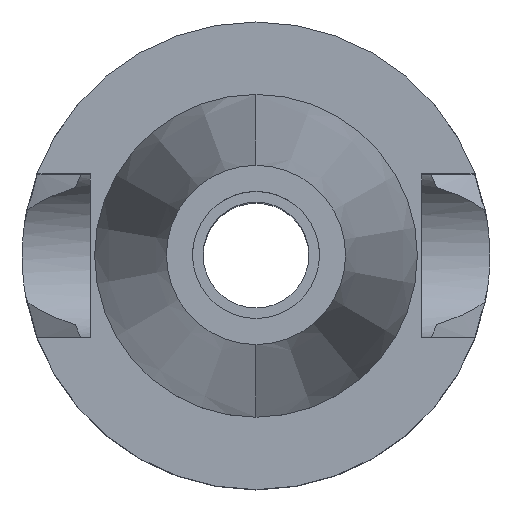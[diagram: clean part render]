
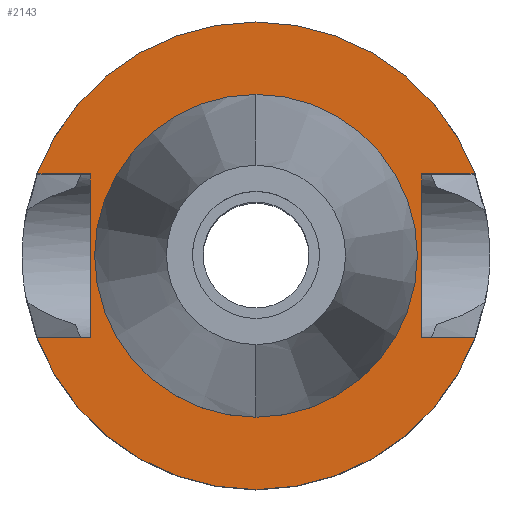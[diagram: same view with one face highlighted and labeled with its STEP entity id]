
A CAD part, top view. The second image highlights one B-rep face of the part: STEP entity #2143.
In plain terms, the highlighted planar face has unit normal (0, 0, 1).
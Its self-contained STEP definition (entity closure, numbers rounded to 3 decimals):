
#9 = VERTEX_POINT ( 'NONE', #2658 ) ;
#15 = LINE ( 'NONE', #2037, #2305 ) ;
#69 = VECTOR ( 'NONE', #2474, 1000. ) ;
#178 = DIRECTION ( 'NONE',  ( 0., -1., 0. ) ) ;
#212 = EDGE_CURVE ( 'NONE', #2574, #2722, #631, .T. ) ;
#230 = CARTESIAN_POINT ( 'NONE',  ( 21.545, 8.05, -1. ) ) ;
#234 = CARTESIAN_POINT ( 'NONE',  ( -16.3, -8.05, -1. ) ) ;
#278 = DIRECTION ( 'NONE',  ( 0., 0., -1. ) ) ;
#283 = CARTESIAN_POINT ( 'NONE',  ( -16.3, -8.05, -1. ) ) ;
#290 = DIRECTION ( 'NONE',  ( 0., -1., 0. ) ) ;
#314 = VERTEX_POINT ( 'NONE', #2067 ) ;
#359 = DIRECTION ( 'NONE',  ( 0., 0., -1. ) ) ;
#373 = LINE ( 'NONE', #1284, #1693 ) ;
#410 = DIRECTION ( 'NONE',  ( 0., 1., 0. ) ) ;
#488 = LINE ( 'NONE', #993, #1829 ) ;
#568 = DIRECTION ( 'NONE',  ( -1., 0., 0. ) ) ;
#587 = ORIENTED_EDGE ( 'NONE', *, *, #1861, .F. ) ;
#630 = CIRCLE ( 'NONE', #2303, 15.875 ) ;
#631 = LINE ( 'NONE', #1324, #69 ) ;
#694 = VERTEX_POINT ( 'NONE', #1322 ) ;
#802 = EDGE_CURVE ( 'NONE', #2376, #2574, #2097, .T. ) ;
#805 = PLANE ( 'NONE',  #1073 ) ;
#807 = ORIENTED_EDGE ( 'NONE', *, *, #2171, .F. ) ;
#817 = FACE_OUTER_BOUND ( 'NONE', #2903, .T. ) ;
#920 = DIRECTION ( 'NONE',  ( 0., -1., 0. ) ) ;
#972 = CIRCLE ( 'NONE', #2647, 23. ) ;
#976 = CARTESIAN_POINT ( 'NONE',  ( -21.545, -8.05, -1. ) ) ;
#993 = CARTESIAN_POINT ( 'NONE',  ( 16.3, -8.05, -1. ) ) ;
#1073 = AXIS2_PLACEMENT_3D ( 'NONE', #2605, #359, #1228 ) ;
#1108 = VECTOR ( 'NONE', #568, 1000. ) ;
#1136 = ORIENTED_EDGE ( 'NONE', *, *, #1790, .F. ) ;
#1207 = EDGE_CURVE ( 'NONE', #2722, #1768, #972, .T. ) ;
#1228 = DIRECTION ( 'NONE',  ( 0., -1., 0. ) ) ;
#1246 = ORIENTED_EDGE ( 'NONE', *, *, #2770, .T. ) ;
#1284 = CARTESIAN_POINT ( 'NONE',  ( 16.3, 8.05, -1. ) ) ;
#1288 = VERTEX_POINT ( 'NONE', #976 ) ;
#1293 = EDGE_CURVE ( 'NONE', #9, #2529, #488, .T. ) ;
#1315 = ORIENTED_EDGE ( 'NONE', *, *, #1418, .F. ) ;
#1322 = CARTESIAN_POINT ( 'NONE',  ( 0., 15.875, -1. ) ) ;
#1324 = CARTESIAN_POINT ( 'NONE',  ( -16.3, 8.05, -1. ) ) ;
#1406 = DIRECTION ( 'NONE',  ( 1., 0., 0. ) ) ;
#1418 = EDGE_CURVE ( 'NONE', #2315, #694, #630, .T. ) ;
#1471 = CARTESIAN_POINT ( 'NONE',  ( -16.3, 8.05, -1. ) ) ;
#1536 = CARTESIAN_POINT ( 'NONE',  ( -21.545, 8.05, -1. ) ) ;
#1591 = CIRCLE ( 'NONE', #2745, 23. ) ;
#1635 = VECTOR ( 'NONE', #2549, 1000. ) ;
#1642 = AXIS2_PLACEMENT_3D ( 'NONE', #1709, #2618, #410 ) ;
#1669 = ORIENTED_EDGE ( 'NONE', *, *, #1293, .F. ) ;
#1693 = VECTOR ( 'NONE', #2198, 1000. ) ;
#1709 = CARTESIAN_POINT ( 'NONE',  ( 0., 0., -1. ) ) ;
#1722 = FACE_BOUND ( 'NONE', #2668, .T. ) ;
#1768 = VERTEX_POINT ( 'NONE', #230 ) ;
#1790 = EDGE_CURVE ( 'NONE', #314, #9, #15, .T. ) ;
#1796 = ORIENTED_EDGE ( 'NONE', *, *, #1207, .F. ) ;
#1829 = VECTOR ( 'NONE', #1406, 1000. ) ;
#1861 = EDGE_CURVE ( 'NONE', #2529, #1288, #1591, .T. ) ;
#1912 = CARTESIAN_POINT ( 'NONE',  ( 0., 0., -1. ) ) ;
#1941 = ORIENTED_EDGE ( 'NONE', *, *, #2114, .T. ) ;
#1946 = ORIENTED_EDGE ( 'NONE', *, *, #212, .F. ) ;
#2037 = CARTESIAN_POINT ( 'NONE',  ( 16.3, 8.05, -1. ) ) ;
#2067 = CARTESIAN_POINT ( 'NONE',  ( 16.3, 8.05, -1. ) ) ;
#2097 = LINE ( 'NONE', #283, #1635 ) ;
#2107 = CARTESIAN_POINT ( 'NONE',  ( 0., 0., -1. ) ) ;
#2114 = EDGE_CURVE ( 'NONE', #314, #1768, #373, .T. ) ;
#2143 = ADVANCED_FACE ( 'NONE', ( #817, #1722 ), #805, .F. ) ;
#2171 = EDGE_CURVE ( 'NONE', #694, #2315, #2221, .T. ) ;
#2184 = ORIENTED_EDGE ( 'NONE', *, *, #802, .F. ) ;
#2198 = DIRECTION ( 'NONE',  ( 1., 0., 0. ) ) ;
#2221 = CIRCLE ( 'NONE', #1642, 15.875 ) ;
#2303 = AXIS2_PLACEMENT_3D ( 'NONE', #2423, #2637, #178 ) ;
#2305 = VECTOR ( 'NONE', #920, 1000. ) ;
#2315 = VERTEX_POINT ( 'NONE', #2478 ) ;
#2351 = CARTESIAN_POINT ( 'NONE',  ( 21.545, -8.05, -1. ) ) ;
#2376 = VERTEX_POINT ( 'NONE', #234 ) ;
#2409 = CARTESIAN_POINT ( 'NONE',  ( -16.3, -8.05, -1. ) ) ;
#2423 = CARTESIAN_POINT ( 'NONE',  ( 0., 0., -1. ) ) ;
#2453 = LINE ( 'NONE', #2409, #1108 ) ;
#2474 = DIRECTION ( 'NONE',  ( -1., 0., 0. ) ) ;
#2478 = CARTESIAN_POINT ( 'NONE',  ( 0., -15.875, -1. ) ) ;
#2529 = VERTEX_POINT ( 'NONE', #2351 ) ;
#2549 = DIRECTION ( 'NONE',  ( 0., 1., 0. ) ) ;
#2574 = VERTEX_POINT ( 'NONE', #1471 ) ;
#2605 = CARTESIAN_POINT ( 'NONE',  ( 0., 0., -1. ) ) ;
#2618 = DIRECTION ( 'NONE',  ( 0., 0., 1. ) ) ;
#2637 = DIRECTION ( 'NONE',  ( 0., 0., 1. ) ) ;
#2647 = AXIS2_PLACEMENT_3D ( 'NONE', #1912, #278, #2840 ) ;
#2658 = CARTESIAN_POINT ( 'NONE',  ( 16.3, -8.05, -1. ) ) ;
#2668 = EDGE_LOOP ( 'NONE', ( #807, #1315 ) ) ;
#2722 = VERTEX_POINT ( 'NONE', #1536 ) ;
#2745 = AXIS2_PLACEMENT_3D ( 'NONE', #2107, #2804, #290 ) ;
#2770 = EDGE_CURVE ( 'NONE', #2376, #1288, #2453, .T. ) ;
#2804 = DIRECTION ( 'NONE',  ( 0., 0., -1. ) ) ;
#2840 = DIRECTION ( 'NONE',  ( 0., 1., 0. ) ) ;
#2903 = EDGE_LOOP ( 'NONE', ( #1246, #587, #1669, #1136, #1941, #1796, #1946, #2184 ) ) ;
